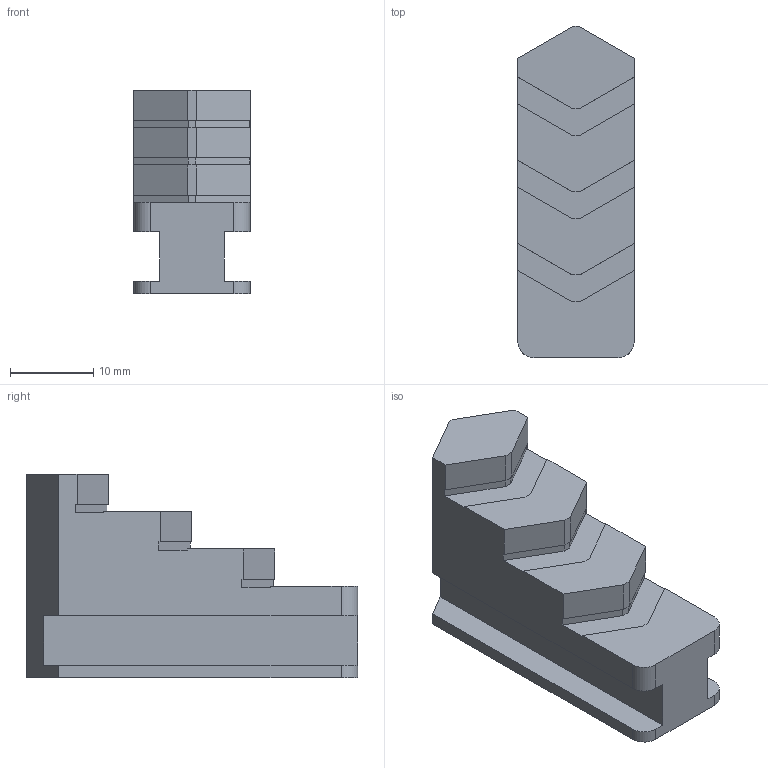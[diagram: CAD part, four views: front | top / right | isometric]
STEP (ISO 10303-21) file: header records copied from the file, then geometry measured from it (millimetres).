
FILE_DESCRIPTION(/* description */ ('Spannbacken 1'),/* implementation_level */ '2;1');
FILE_NAME(/* name */ 'DBF100_00-14 Spannbacken 1.stp',/* time_stamp */ '2023-07-02T22:36:45+02:00',/* author */ ('MKoch'),/* organization */ (''),/* preprocessor_version */ 'ST-DEVELOPER v15.2',/* originating_system */ 'Autodesk Inventor 2014',/* authorisation */ '');
FILE_SCHEMA (('CONFIG_CONTROL_DESIGN'));
Length unit declared in the file: millimetre
Products named in the file (1): DBF100_00-14 Spannbacken 1
Bounding box: 14 x 39.86 x 24.5 mm (x, y, z)
Volume: 7486.9 mm3; surface area: 3363.1 mm2
Topology: 1 solids, 1 shells, 58 faces, 166 edges, 110 vertices
Faces by surface type: plane 54, cylinder 4
Entity records: 1951 total; most frequent: CARTESIAN_POINT 335, ORIENTED_EDGE 332, DIRECTION 292, EDGE_CURVE 166, LINE 158, VECTOR 158, VERTEX_POINT 110, AXIS2_PLACEMENT_3D 67
